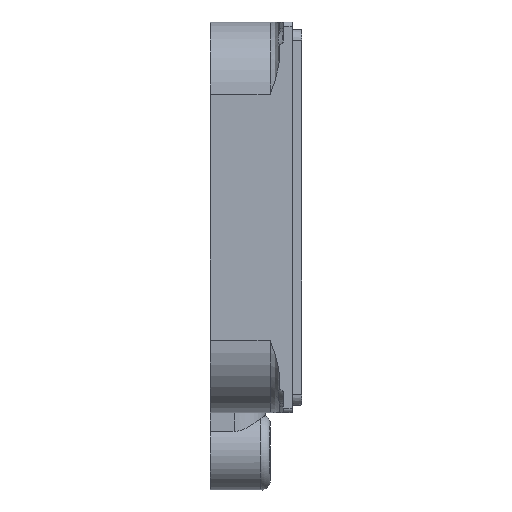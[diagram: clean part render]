
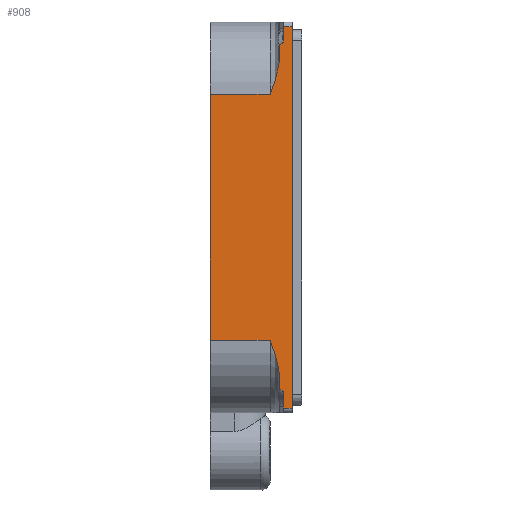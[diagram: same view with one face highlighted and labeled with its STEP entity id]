
A CAD part, left-side view. The second image highlights one B-rep face of the part: STEP entity #908.
In plain terms, the highlighted planar face has unit normal (-1, 0, 0).
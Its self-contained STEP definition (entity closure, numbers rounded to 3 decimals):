
#908=ADVANCED_FACE('',(#2064),#2065,.F.);
#2064=FACE_OUTER_BOUND('',#14114,.T.);
#2065=PLANE('',#14115);
#14114=EDGE_LOOP('',(#17929,#17930,#17931,#17932,#17933,#17934,#17935,#17936,#17937,#17938,#17939,#17940,#17941,#17942));
#14115=AXIS2_PLACEMENT_3D('',#17943,#17944,#17945);
#17929=ORIENTED_EDGE('',*,*,#20926,.T.);
#17930=ORIENTED_EDGE('',*,*,#20927,.F.);
#17931=ORIENTED_EDGE('',*,*,#20928,.T.);
#17932=ORIENTED_EDGE('',*,*,#20908,.F.);
#17933=ORIENTED_EDGE('',*,*,#20929,.F.);
#17934=ORIENTED_EDGE('',*,*,#20168,.F.);
#17935=ORIENTED_EDGE('',*,*,#20930,.T.);
#17936=ORIENTED_EDGE('',*,*,#20931,.F.);
#17937=ORIENTED_EDGE('',*,*,#20932,.T.);
#17938=ORIENTED_EDGE('',*,*,#20933,.F.);
#17939=ORIENTED_EDGE('',*,*,#20934,.T.);
#17940=ORIENTED_EDGE('',*,*,#20935,.F.);
#17941=ORIENTED_EDGE('',*,*,#20896,.F.);
#17942=ORIENTED_EDGE('',*,*,#20936,.F.);
#17943=CARTESIAN_POINT('',(-186.224,-21.124,105.53));
#17944=DIRECTION('',(1.0,0.0,0.));
#17945=DIRECTION('',(0.,0.0,1.0));
#20168=EDGE_CURVE('',#22021,#22023,#22024,.T.);
#20896=EDGE_CURVE('',#23072,#23074,#23075,.T.);
#20908=EDGE_CURVE('',#23095,#23097,#23098,.F.);
#20926=EDGE_CURVE('',#23127,#23128,#23129,.T.);
#20927=EDGE_CURVE('',#23130,#23128,#23131,.F.);
#20928=EDGE_CURVE('',#23130,#23097,#23132,.T.);
#20929=EDGE_CURVE('',#22023,#23095,#23133,.T.);
#20930=EDGE_CURVE('',#22021,#23134,#23135,.T.);
#20931=EDGE_CURVE('',#23136,#23134,#23137,.T.);
#20932=EDGE_CURVE('',#23136,#23138,#23139,.T.);
#20933=EDGE_CURVE('',#23140,#23138,#23141,.F.);
#20934=EDGE_CURVE('',#23140,#23142,#23143,.T.);
#20935=EDGE_CURVE('',#23074,#23142,#23144,.F.);
#20936=EDGE_CURVE('',#23127,#23072,#23145,.T.);
#22021=VERTEX_POINT('',#25520);
#22023=VERTEX_POINT('',#25522);
#22024=LINE('',#25523,#25524);
#23072=VERTEX_POINT('',#28472);
#23074=VERTEX_POINT('',#28474);
#23075=LINE('',#28475,#28476);
#23095=VERTEX_POINT('',#28510);
#23097=VERTEX_POINT('',#28512);
#23098=B_SPLINE_CURVE_WITH_KNOTS('',3,(#28513,#28514,#28515,#28516,#28517,#28518,#28519,#28520,#28521,#28522,#28523,#28524,#28525,#28526),.UNSPECIFIED.,.F.,.F.,(4,2,2,2,2,2,4),(0.0,0.003,0.006,0.009,0.011,0.012,0.013),.UNSPECIFIED.);
#23127=VERTEX_POINT('',#28589);
#23128=VERTEX_POINT('',#28590);
#23129=LINE('',#28591,#28592);
#23130=VERTEX_POINT('',#28593);
#23131=LINE('',#28594,#28595);
#23132=LINE('',#28596,#28597);
#23133=LINE('',#28598,#28599);
#23134=VERTEX_POINT('',#28600);
#23135=LINE('',#28601,#28602);
#23136=VERTEX_POINT('',#28603);
#23137=B_SPLINE_CURVE_WITH_KNOTS('',3,(#28604,#28605,#28606,#28607,#28608,#28609,#28610,#28611,#28612,#28613,#28614,#28615,#28616,#28617),.UNSPECIFIED.,.F.,.F.,(4,2,2,2,2,2,4),(0.,0.003,0.006,0.009,0.011,0.012,0.013),.UNSPECIFIED.);
#23138=VERTEX_POINT('',#28618);
#23139=LINE('',#28619,#28620);
#23140=VERTEX_POINT('',#28621);
#23141=LINE('',#28622,#28623);
#23142=VERTEX_POINT('',#28624);
#23143=LINE('',#28625,#28626);
#23144=LINE('',#28627,#28628);
#23145=LINE('',#28629,#28630);
#25520=CARTESIAN_POINT('',(-186.224,0.876,4.53));
#25522=CARTESIAN_POINT('',(-186.224,0.876,82.53));
#25523=CARTESIAN_POINT('',(-186.224,0.876,4.53));
#25524=VECTOR('',#30515,1.0);
#28472=CARTESIAN_POINT('',(-186.224,-25.124,104.03));
#28474=CARTESIAN_POINT('',(-186.224,-25.124,-16.97));
#28475=CARTESIAN_POINT('',(-186.224,-25.124,105.53));
#28476=VECTOR('',#31200,1.0);
#28510=CARTESIAN_POINT('',(-186.224,-18.124,82.53));
#28512=CARTESIAN_POINT('',(-186.224,-21.124,94.654));
#28513=CARTESIAN_POINT('',(-186.224,-21.124,94.654));
#28514=CARTESIAN_POINT('',(-186.224,-21.124,93.599));
#28515=CARTESIAN_POINT('',(-186.224,-21.008,92.563));
#28516=CARTESIAN_POINT('',(-186.224,-20.648,90.511));
#28517=CARTESIAN_POINT('',(-186.224,-20.402,89.494));
#28518=CARTESIAN_POINT('',(-186.224,-19.834,87.477));
#28519=CARTESIAN_POINT('',(-186.224,-19.512,86.48));
#28520=CARTESIAN_POINT('',(-186.224,-19.005,84.995));
#28521=CARTESIAN_POINT('',(-186.224,-18.831,84.501));
#28522=CARTESIAN_POINT('',(-186.224,-18.567,83.761));
#28523=CARTESIAN_POINT('',(-186.224,-18.479,83.515));
#28524=CARTESIAN_POINT('',(-186.224,-18.302,83.022));
#28525=CARTESIAN_POINT('',(-186.224,-18.212,82.775));
#28526=CARTESIAN_POINT('',(-186.224,-18.124,82.53));
#28589=CARTESIAN_POINT('',(-186.224,-22.324,104.03));
#28590=CARTESIAN_POINT('',(-186.224,-22.324,99.18));
#28591=CARTESIAN_POINT('',(-186.224,-22.324,105.53));
#28592=VECTOR('',#31239,1.0);
#28593=CARTESIAN_POINT('',(-186.224,-21.124,97.98));
#28594=CARTESIAN_POINT('',(-186.224,-21.124,97.98));
#28595=VECTOR('',#31240,1.0);
#28596=CARTESIAN_POINT('',(-186.224,-21.124,105.53));
#28597=VECTOR('',#31241,1.0);
#28598=CARTESIAN_POINT('',(-186.224,0.876,82.53));
#28599=VECTOR('',#31242,1.0);
#28600=CARTESIAN_POINT('',(-186.224,-18.124,4.53));
#28601=CARTESIAN_POINT('',(-186.224,0.876,4.53));
#28602=VECTOR('',#31243,1.0);
#28603=CARTESIAN_POINT('',(-186.224,-21.124,-7.595));
#28604=CARTESIAN_POINT('',(-186.224,-21.124,-7.595));
#28605=CARTESIAN_POINT('',(-186.224,-21.124,-6.54));
#28606=CARTESIAN_POINT('',(-186.224,-21.008,-5.504));
#28607=CARTESIAN_POINT('',(-186.224,-20.648,-3.451));
#28608=CARTESIAN_POINT('',(-186.224,-20.402,-2.434));
#28609=CARTESIAN_POINT('',(-186.224,-19.834,-0.417));
#28610=CARTESIAN_POINT('',(-186.224,-19.512,0.579));
#28611=CARTESIAN_POINT('',(-186.224,-19.005,2.065));
#28612=CARTESIAN_POINT('',(-186.224,-18.831,2.559));
#28613=CARTESIAN_POINT('',(-186.224,-18.567,3.298));
#28614=CARTESIAN_POINT('',(-186.224,-18.479,3.545));
#28615=CARTESIAN_POINT('',(-186.224,-18.302,4.037));
#28616=CARTESIAN_POINT('',(-186.224,-18.212,4.285));
#28617=CARTESIAN_POINT('',(-186.224,-18.124,4.53));
#28618=CARTESIAN_POINT('',(-186.224,-21.124,-10.62));
#28619=CARTESIAN_POINT('',(-186.224,-21.124,105.53));
#28620=VECTOR('',#31244,1.0);
#28621=CARTESIAN_POINT('',(-186.224,-22.324,-11.82));
#28622=CARTESIAN_POINT('',(-186.224,-21.124,-10.62));
#28623=VECTOR('',#31245,1.0);
#28624=CARTESIAN_POINT('',(-186.224,-22.324,-16.97));
#28625=CARTESIAN_POINT('',(-186.224,-22.324,105.53));
#28626=VECTOR('',#31246,1.0);
#28627=CARTESIAN_POINT('',(-186.224,-21.124,-16.97));
#28628=VECTOR('',#31247,1.0);
#28629=CARTESIAN_POINT('',(-186.224,-21.124,104.03));
#28630=VECTOR('',#31248,1.0);
#30515=DIRECTION('',(0.,0.0,1.0));
#31200=DIRECTION('',(0.,0.0,-1.0));
#31239=DIRECTION('',(0.,0.0,-1.0));
#31240=DIRECTION('',(0.,0.707,-0.707));
#31241=DIRECTION('',(0.,0.0,-1.0));
#31242=DIRECTION('',(0.0,-1.0,0.0));
#31243=DIRECTION('',(0.0,-1.0,0.0));
#31244=DIRECTION('',(0.,0.0,-1.0));
#31245=DIRECTION('',(0.,-0.707,-0.707));
#31246=DIRECTION('',(0.,0.0,-1.0));
#31247=DIRECTION('',(0.0,-1.0,0.0));
#31248=DIRECTION('',(0.0,-1.0,0.0));
